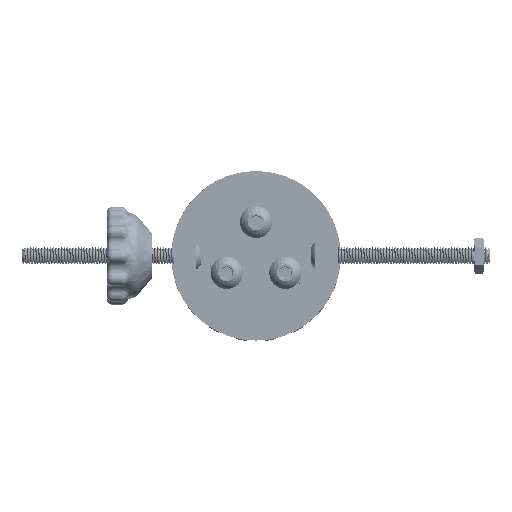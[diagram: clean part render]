
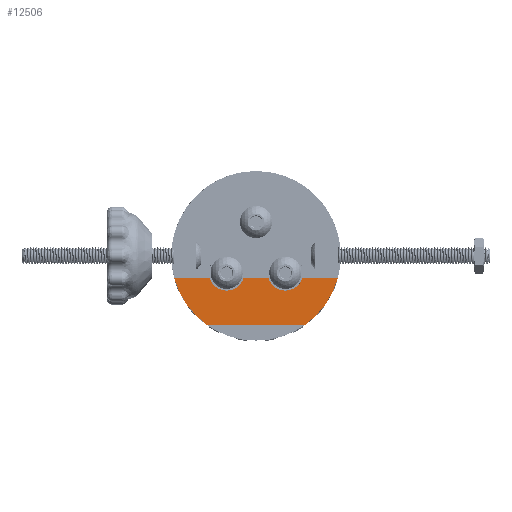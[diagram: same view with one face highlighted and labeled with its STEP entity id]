
A CAD part, top view. The second image highlights one B-rep face of the part: STEP entity #12506.
In plain terms, the highlighted planar face has unit normal (0, 0, 1).
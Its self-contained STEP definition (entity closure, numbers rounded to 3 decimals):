
#1859=CIRCLE('',#13511,15.);
#1860=CIRCLE('',#13512,3.15);
#1861=CIRCLE('',#13513,3.15);
#1862=CIRCLE('',#13514,15.);
#2469=FACE_OUTER_BOUND('',#3238,.T.);
#3238=EDGE_LOOP('',(#9827,#9828,#9829,#9830,#9831,#9832,#9833,#9834));
#3953=LINE('',#23382,#4545);
#3956=LINE('',#23391,#4548);
#3964=LINE('',#23413,#4556);
#3965=LINE('',#23418,#4557);
#4545=VECTOR('',#15429,10.);
#4548=VECTOR('',#15438,10.);
#4556=VECTOR('',#15458,10.);
#4557=VECTOR('',#15463,10.);
#5448=VERTEX_POINT('',#23378);
#5450=VERTEX_POINT('',#23381);
#5452=VERTEX_POINT('',#23389);
#5453=VERTEX_POINT('',#23390);
#5460=VERTEX_POINT('',#23410);
#5461=VERTEX_POINT('',#23412);
#5462=VERTEX_POINT('',#23415);
#5463=VERTEX_POINT('',#23417);
#7005=EDGE_CURVE('',#5450,#5448,#3953,.T.);
#7009=EDGE_CURVE('',#5452,#5453,#3956,.T.);
#7019=EDGE_CURVE('',#5448,#5460,#1859,.T.);
#7020=EDGE_CURVE('',#5460,#5461,#3964,.T.);
#7021=EDGE_CURVE('',#5461,#5452,#1860,.T.);
#7022=EDGE_CURVE('',#5453,#5462,#1861,.T.);
#7023=EDGE_CURVE('',#5462,#5463,#3965,.T.);
#7024=EDGE_CURVE('',#5463,#5450,#1862,.T.);
#9827=ORIENTED_EDGE('',*,*,#7019,.T.);
#9828=ORIENTED_EDGE('',*,*,#7020,.T.);
#9829=ORIENTED_EDGE('',*,*,#7021,.T.);
#9830=ORIENTED_EDGE('',*,*,#7009,.T.);
#9831=ORIENTED_EDGE('',*,*,#7022,.T.);
#9832=ORIENTED_EDGE('',*,*,#7023,.T.);
#9833=ORIENTED_EDGE('',*,*,#7024,.T.);
#9834=ORIENTED_EDGE('',*,*,#7005,.T.);
#12134=PLANE('',#13510);
#12506=ADVANCED_FACE('',(#2469),#12134,.T.);
#13510=AXIS2_PLACEMENT_3D('',#23409,#15454,#15455);
#13511=AXIS2_PLACEMENT_3D('',#23411,#15456,#15457);
#13512=AXIS2_PLACEMENT_3D('',#23414,#15459,#15460);
#13513=AXIS2_PLACEMENT_3D('',#23416,#15461,#15462);
#13514=AXIS2_PLACEMENT_3D('',#23419,#15464,#15465);
#15429=DIRECTION('',(1.,0.,0.));
#15438=DIRECTION('',(-1.,0.,0.));
#15454=DIRECTION('center_axis',(0.,0.,1.));
#15455=DIRECTION('ref_axis',(-1.,0.,0.));
#15456=DIRECTION('center_axis',(0.,0.,1.));
#15457=DIRECTION('ref_axis',(-1.,0.,0.));
#15458=DIRECTION('',(-1.,0.,0.));
#15459=DIRECTION('center_axis',(0.,0.,-1.));
#15460=DIRECTION('ref_axis',(-1.,0.,0.));
#15461=DIRECTION('center_axis',(0.,0.,-1.));
#15462=DIRECTION('ref_axis',(-1.,0.,0.));
#15463=DIRECTION('',(-1.,0.,0.));
#15464=DIRECTION('center_axis',(0.,0.,1.));
#15465=DIRECTION('ref_axis',(-1.,0.,0.));
#23378=CARTESIAN_POINT('',(8.727,-12.2,97.));
#23381=CARTESIAN_POINT('',(-8.727,-12.2,97.));
#23382=CARTESIAN_POINT('',(4.5,-12.2,97.));
#23389=CARTESIAN_POINT('',(2.209,-4.,97.));
#23390=CARTESIAN_POINT('',(-2.209,-4.,97.));
#23391=CARTESIAN_POINT('',(-1.105,-4.,97.));
#23409=CARTESIAN_POINT('Origin',(0.,0.,97.));
#23410=CARTESIAN_POINT('',(14.457,-4.,97.));
#23411=CARTESIAN_POINT('Origin',(0.,0.,97.));
#23412=CARTESIAN_POINT('',(8.183,-4.,97.));
#23413=CARTESIAN_POINT('',(4.092,-4.,97.));
#23414=CARTESIAN_POINT('Origin',(5.196,-3.,97.));
#23415=CARTESIAN_POINT('',(-8.183,-4.,97.));
#23416=CARTESIAN_POINT('Origin',(-5.196,-3.,97.));
#23417=CARTESIAN_POINT('',(-14.457,-4.,97.));
#23418=CARTESIAN_POINT('',(-7.228,-4.,97.));
#23419=CARTESIAN_POINT('Origin',(0.,0.,97.));
